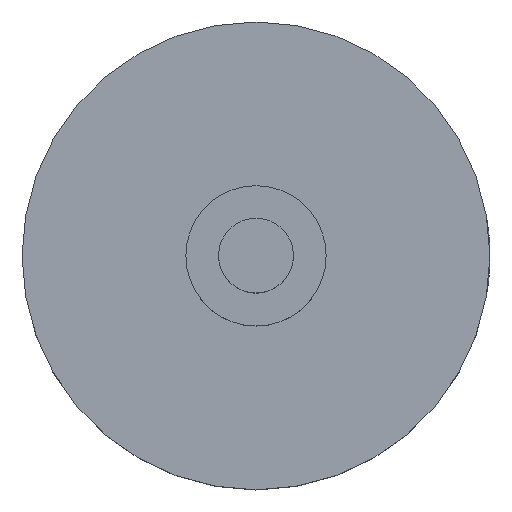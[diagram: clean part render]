
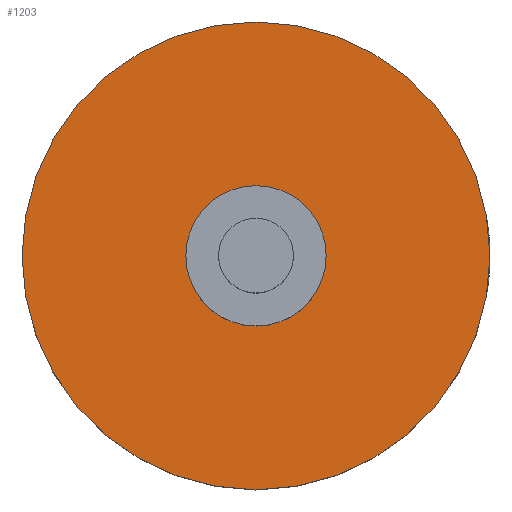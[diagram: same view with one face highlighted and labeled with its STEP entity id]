
A CAD part, top view. The second image highlights one B-rep face of the part: STEP entity #1203.
In plain terms, the highlighted planar face has unit normal (0, 0, 1).
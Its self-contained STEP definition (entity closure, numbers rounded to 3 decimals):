
#16=FACE_BOUND('',#162,.T.);
#25=PLANE('',#1293);
#93=FACE_OUTER_BOUND('',#161,.T.);
#161=EDGE_LOOP('',(#1064));
#162=EDGE_LOOP('',(#1065));
#182=CIRCLE('',#1294,25.);
#183=CIRCLE('',#1295,7.5);
#528=VERTEX_POINT('',#5267);
#529=VERTEX_POINT('',#5269);
#710=EDGE_CURVE('',#528,#528,#182,.T.);
#711=EDGE_CURVE('',#529,#529,#183,.F.);
#1064=ORIENTED_EDGE('',*,*,#710,.F.);
#1065=ORIENTED_EDGE('',*,*,#711,.F.);
#1203=ADVANCED_FACE('',(#93,#16),#25,.T.);
#1293=AXIS2_PLACEMENT_3D('',#5266,#1495,#1496);
#1294=AXIS2_PLACEMENT_3D('',#5268,#1497,#1498);
#1295=AXIS2_PLACEMENT_3D('',#5270,#1499,#1500);
#1495=DIRECTION('center_axis',(0.,0.,1.));
#1496=DIRECTION('ref_axis',(1.,0.,0.));
#1497=DIRECTION('center_axis',(0.,0.,-1.));
#1498=DIRECTION('ref_axis',(1.,0.,0.));
#1499=DIRECTION('center_axis',(0.,0.,-1.));
#1500=DIRECTION('ref_axis',(-1.,0.,0.));
#5266=CARTESIAN_POINT('Origin',(0.,0.,6.));
#5267=CARTESIAN_POINT('',(-25.,0.,6.));
#5268=CARTESIAN_POINT('Origin',(0.,0.,6.));
#5269=CARTESIAN_POINT('',(7.5,0.,6.));
#5270=CARTESIAN_POINT('Origin',(0.,0.,6.));
